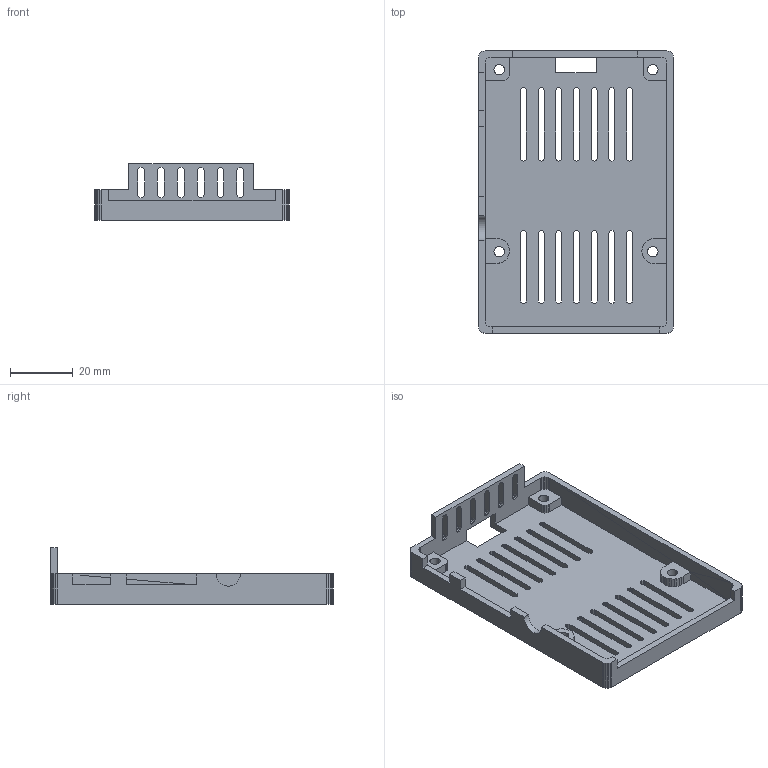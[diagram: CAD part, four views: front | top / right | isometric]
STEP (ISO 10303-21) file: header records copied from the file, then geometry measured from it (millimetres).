
FILE_DESCRIPTION (( 'STEP AP203' ), '1' );
FILE_NAME ('CaseB_Predeterminado_sldprt.STEP', '2024-03-22T16:13:06', ( '' ), ( '' ), 'SwSTEP 2.0', 'SolidWorks 2023', '' );
FILE_SCHEMA (( 'CONFIG_CONTROL_DESIGN' ));
Length unit declared in the file: millimetre
Products named in the file (1): CaseB_Predeterminado_sldprt
Bounding box: 62 x 90 x 18 mm (x, y, z)
Volume: 14374.6 mm3; surface area: 16613 mm2
Topology: 1 solids, 1 shells, 605 faces, 1799 edges, 1198 vertices
Faces by surface type: plane 596, cylinder 9
Entity records: 20036 total; most frequent: CARTESIAN_POINT 3603, ORIENTED_EDGE 3598, DIRECTION 3029, EDGE_CURVE 1799, VECTOR 1781, LINE 1781, VERTEX_POINT 1198, EDGE_LOOP 657
